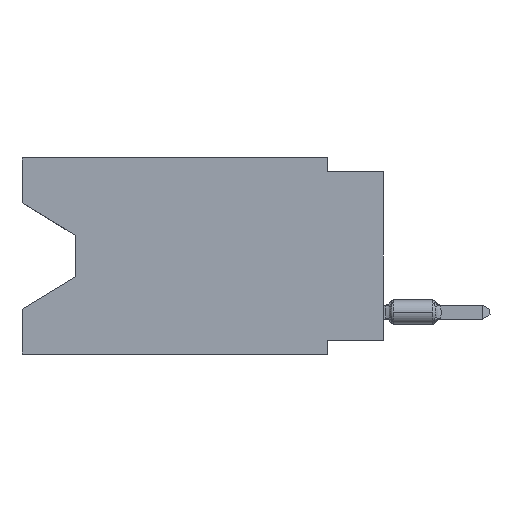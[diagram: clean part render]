
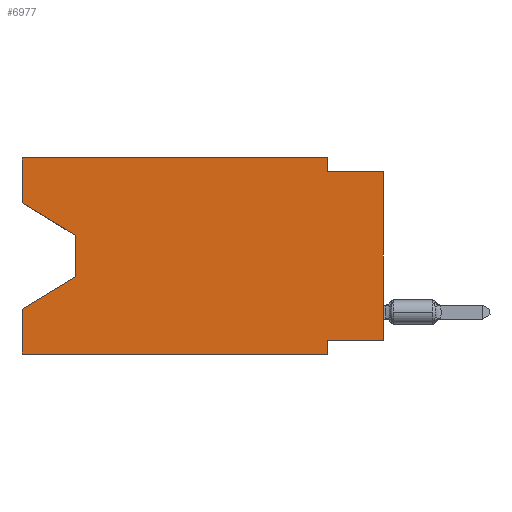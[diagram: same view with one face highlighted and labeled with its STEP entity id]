
A CAD part, left-side view. The second image highlights one B-rep face of the part: STEP entity #6977.
In plain terms, the highlighted planar face has unit normal (-1, 0, 0).
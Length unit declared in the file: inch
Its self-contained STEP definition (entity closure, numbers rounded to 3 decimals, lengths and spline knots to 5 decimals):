
#230 = FACE_OUTER_BOUND ( 'NONE', #4514, .T. ) ;
#250 = VECTOR ( 'NONE', #5592, 39.37008 ) ;
#498 = CARTESIAN_POINT ( 'NONE',  ( 0., 0., -0.325 ) ) ;
#708 = ORIENTED_EDGE ( 'NONE', *, *, #14684, .F. ) ;
#764 = EDGE_CURVE ( 'NONE', #6297, #2153, #6509, .T. ) ;
#887 = ORIENTED_EDGE ( 'NONE', *, *, #2181, .F. ) ;
#901 = VECTOR ( 'NONE', #5700, 39.37008 ) ;
#1374 = DIRECTION ( 'NONE',  ( 1., 0., 0. ) ) ;
#1482 = LINE ( 'NONE', #5951, #7141 ) ;
#1579 = LINE ( 'NONE', #3003, #8338 ) ;
#1692 = EDGE_CURVE ( 'NONE', #13580, #10121, #5687, .T. ) ;
#1785 = ORIENTED_EDGE ( 'NONE', *, *, #8880, .F. ) ;
#1963 = VERTEX_POINT ( 'NONE', #8708 ) ;
#2030 = CARTESIAN_POINT ( 'NONE',  ( 0., 0.645, 0. ) ) ;
#2043 = DIRECTION ( 'NONE',  ( 0., -1., 0. ) ) ;
#2153 = VERTEX_POINT ( 'NONE', #13749 ) ;
#2181 = EDGE_CURVE ( 'NONE', #11518, #8879, #3315, .T. ) ;
#2311 = CARTESIAN_POINT ( 'NONE',  ( 0., 0.645, 0. ) ) ;
#2339 = ORIENTED_EDGE ( 'NONE', *, *, #13856, .F. ) ;
#2464 = CARTESIAN_POINT ( 'NONE',  ( 0., 0.645, 0. ) ) ;
#2994 = VERTEX_POINT ( 'NONE', #8976 ) ;
#3003 = CARTESIAN_POINT ( 'NONE',  ( 0., 0.55, -0.212 ) ) ;
#3301 = DIRECTION ( 'NONE',  ( 0., 0., -1. ) ) ;
#3314 = CARTESIAN_POINT ( 'NONE',  ( 0., 0.1, 0. ) ) ;
#3315 = LINE ( 'NONE', #2030, #5008 ) ;
#3437 = DIRECTION ( 'NONE',  ( 0., 0., -1. ) ) ;
#3574 = ORIENTED_EDGE ( 'NONE', *, *, #3845, .F. ) ;
#3679 = VECTOR ( 'NONE', #11295, 39.37008 ) ;
#3845 = EDGE_CURVE ( 'NONE', #6297, #1963, #8303, .T. ) ;
#4171 = ORIENTED_EDGE ( 'NONE', *, *, #14347, .F. ) ;
#4327 = LINE ( 'NONE', #12463, #901 ) ;
#4359 = CARTESIAN_POINT ( 'NONE',  ( 0., 0.1, -0.025 ) ) ;
#4514 = EDGE_LOOP ( 'NONE', ( #11636, #11728, #14911, #3574, #7869, #4171, #10315, #14226, #708, #1785, #887, #2339 ) ) ;
#4532 = LINE ( 'NONE', #3314, #250 ) ;
#4704 = PLANE ( 'NONE',  #14659 ) ;
#4902 = CARTESIAN_POINT ( 'NONE',  ( 0., 0.645, -0.35 ) ) ;
#5008 = VECTOR ( 'NONE', #9018, 39.37008 ) ;
#5293 = DIRECTION ( 'NONE',  ( 0., 0.855, -0.519 ) ) ;
#5354 = VECTOR ( 'NONE', #5607, 39.37008 ) ;
#5357 = VECTOR ( 'NONE', #3301, 39.37008 ) ;
#5438 = CARTESIAN_POINT ( 'NONE',  ( 0., 0.645, 0. ) ) ;
#5452 = VECTOR ( 'NONE', #8772, 39.37008 ) ;
#5580 = CARTESIAN_POINT ( 'NONE',  ( 0., 0.1, -0.325 ) ) ;
#5592 = DIRECTION ( 'NONE',  ( 0., 0., -1. ) ) ;
#5607 = DIRECTION ( 'NONE',  ( 0., 1., 0. ) ) ;
#5687 = LINE ( 'NONE', #14755, #5354 ) ;
#5700 = DIRECTION ( 'NONE',  ( 0., -1., 0. ) ) ;
#5742 = CARTESIAN_POINT ( 'NONE',  ( 0., 0., 0. ) ) ;
#5951 = CARTESIAN_POINT ( 'NONE',  ( 0., 0.645, -0.08025 ) ) ;
#6297 = VERTEX_POINT ( 'NONE', #4902 ) ;
#6509 = LINE ( 'NONE', #10162, #11758 ) ;
#6711 = CARTESIAN_POINT ( 'NONE',  ( 0., 0.55, -0.138 ) ) ;
#6723 = CARTESIAN_POINT ( 'NONE',  ( 0., 0.55, -0.138 ) ) ;
#6867 = VERTEX_POINT ( 'NONE', #6711 ) ;
#6936 = VECTOR ( 'NONE', #11651, 39.37008 ) ;
#6977 = ADVANCED_FACE ( 'NONE', ( #230 ), #4704, .F. ) ;
#7136 = DIRECTION ( 'NONE',  ( 0., 0., -1. ) ) ;
#7141 = VECTOR ( 'NONE', #10737, 39.37008 ) ;
#7533 = EDGE_CURVE ( 'NONE', #8207, #1963, #1579, .T. ) ;
#7629 = EDGE_CURVE ( 'NONE', #13580, #13927, #10150, .T. ) ;
#7869 = ORIENTED_EDGE ( 'NONE', *, *, #764, .T. ) ;
#8096 = CARTESIAN_POINT ( 'NONE',  ( 0., 0., -0.025 ) ) ;
#8106 = VECTOR ( 'NONE', #3437, 39.37008 ) ;
#8207 = VERTEX_POINT ( 'NONE', #13008 ) ;
#8303 = LINE ( 'NONE', #2311, #6936 ) ;
#8338 = VECTOR ( 'NONE', #5293, 39.37008 ) ;
#8708 = CARTESIAN_POINT ( 'NONE',  ( 0., 0.645, -0.26975 ) ) ;
#8772 = DIRECTION ( 'NONE',  ( 0., 0., 1. ) ) ;
#8879 = VERTEX_POINT ( 'NONE', #12513 ) ;
#8880 = EDGE_CURVE ( 'NONE', #8879, #10195, #4532, .T. ) ;
#8976 = CARTESIAN_POINT ( 'NONE',  ( 0., 0.645, -0.08025 ) ) ;
#9018 = DIRECTION ( 'NONE',  ( 0., -1., 0. ) ) ;
#9215 = CARTESIAN_POINT ( 'NONE',  ( 0., 0.1, -0.35 ) ) ;
#9414 = CARTESIAN_POINT ( 'NONE',  ( 0., 0.645, 0. ) ) ;
#9839 = LINE ( 'NONE', #5438, #5452 ) ;
#10098 = EDGE_CURVE ( 'NONE', #6867, #8207, #14005, .T. ) ;
#10121 = VERTEX_POINT ( 'NONE', #5580 ) ;
#10150 = LINE ( 'NONE', #5742, #3679 ) ;
#10162 = CARTESIAN_POINT ( 'NONE',  ( 0., 0.645, -0.35 ) ) ;
#10195 = VERTEX_POINT ( 'NONE', #4359 ) ;
#10315 = ORIENTED_EDGE ( 'NONE', *, *, #1692, .F. ) ;
#10737 = DIRECTION ( 'NONE',  ( 0., -0.855, -0.519 ) ) ;
#11295 = DIRECTION ( 'NONE',  ( 0., 0., 1. ) ) ;
#11425 = EDGE_CURVE ( 'NONE', #2994, #6867, #1482, .T. ) ;
#11518 = VERTEX_POINT ( 'NONE', #2464 ) ;
#11636 = ORIENTED_EDGE ( 'NONE', *, *, #11425, .T. ) ;
#11651 = DIRECTION ( 'NONE',  ( 0., 0., 1. ) ) ;
#11728 = ORIENTED_EDGE ( 'NONE', *, *, #10098, .T. ) ;
#11758 = VECTOR ( 'NONE', #2043, 39.37008 ) ;
#12463 = CARTESIAN_POINT ( 'NONE',  ( 0., 0., -0.025 ) ) ;
#12513 = CARTESIAN_POINT ( 'NONE',  ( 0., 0.1, 0. ) ) ;
#13008 = CARTESIAN_POINT ( 'NONE',  ( 0., 0.55, -0.212 ) ) ;
#13580 = VERTEX_POINT ( 'NONE', #498 ) ;
#13749 = CARTESIAN_POINT ( 'NONE',  ( 0., 0.1, -0.35 ) ) ;
#13856 = EDGE_CURVE ( 'NONE', #2994, #11518, #9839, .T. ) ;
#13927 = VERTEX_POINT ( 'NONE', #8096 ) ;
#14005 = LINE ( 'NONE', #6723, #5357 ) ;
#14226 = ORIENTED_EDGE ( 'NONE', *, *, #7629, .T. ) ;
#14347 = EDGE_CURVE ( 'NONE', #10121, #2153, #15010, .T. ) ;
#14659 = AXIS2_PLACEMENT_3D ( 'NONE', #9414, #1374, #7136 ) ;
#14684 = EDGE_CURVE ( 'NONE', #10195, #13927, #4327, .T. ) ;
#14755 = CARTESIAN_POINT ( 'NONE',  ( 0., 0., -0.325 ) ) ;
#14911 = ORIENTED_EDGE ( 'NONE', *, *, #7533, .T. ) ;
#15010 = LINE ( 'NONE', #9215, #8106 ) ;
